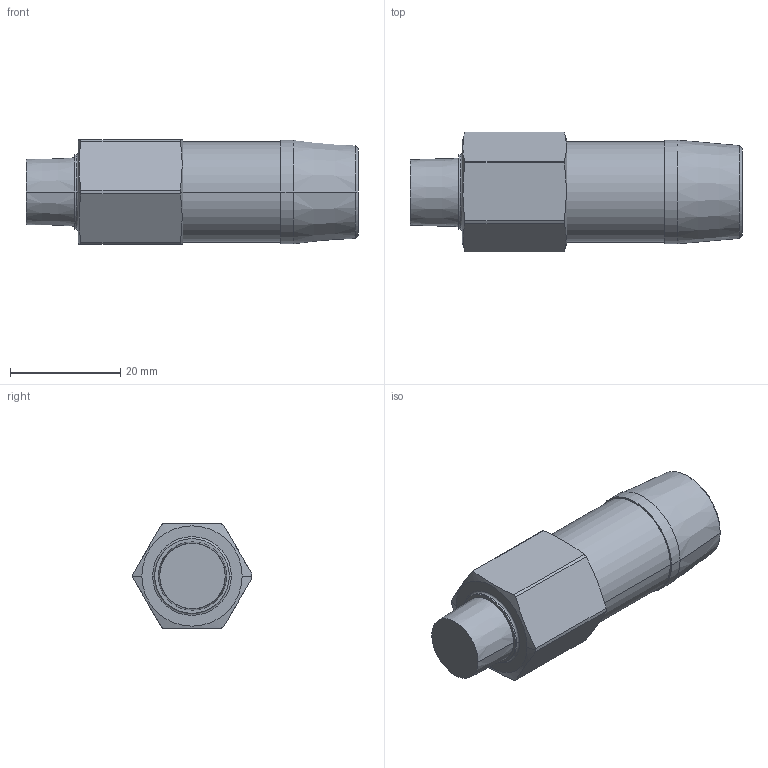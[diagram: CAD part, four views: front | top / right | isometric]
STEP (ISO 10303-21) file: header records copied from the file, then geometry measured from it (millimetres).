
FILE_DESCRIPTION (( 'STEP AP214' ), '1' );
FILE_NAME ('9961.STEP', '2019-02-25T20:02:09', ( '' ), ( '' ), 'SwSTEP 2.0', 'SolidWorks 2018', '' );
FILE_SCHEMA (( 'AUTOMOTIVE_DESIGN' ));
Length unit declared in the file: inch
Products named in the file (1): 9961
Bounding box: 60.3 x 21.77 x 19.05 mm (x, y, z)
Volume: 15093.7 mm3; surface area: 4034.6 mm2
Topology: 1 solids, 1 shells, 46 faces, 107 edges, 68 vertices
Faces by surface type: plane 19, cylinder 13, cone 12, torus 2
Entity records: 1409 total; most frequent: CARTESIAN_POINT 298, DIRECTION 235, ORIENTED_EDGE 214, EDGE_CURVE 107, AXIS2_PLACEMENT_3D 93, VERTEX_POINT 68, EDGE_LOOP 51, VECTOR 49
